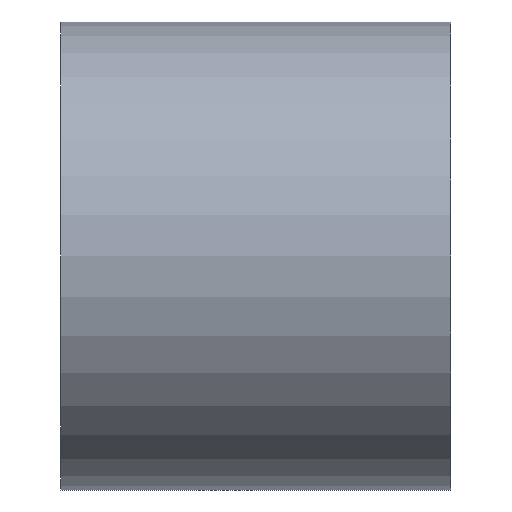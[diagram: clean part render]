
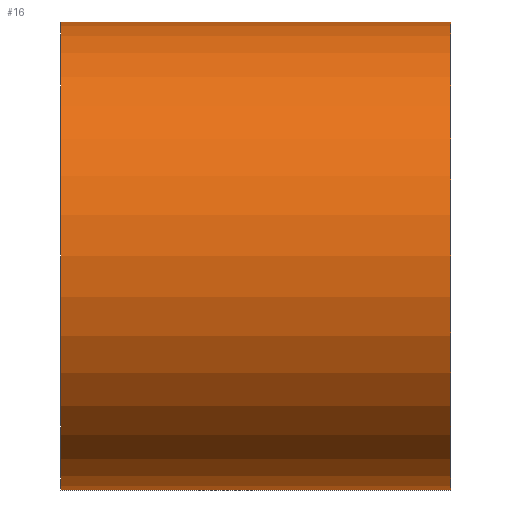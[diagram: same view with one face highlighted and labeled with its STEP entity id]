
A CAD part, left-side view. The second image highlights one B-rep face of the part: STEP entity #16.
In plain terms, the highlighted cylindrical face has radius 15 mm (diameter 30 mm), a partial arc.
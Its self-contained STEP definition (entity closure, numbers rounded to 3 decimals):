
#5 = DIRECTION ( 'NONE',  ( 0., 1., 0. ) ) ;
#7 = VERTEX_POINT ( 'NONE', #110 ) ;
#12 = DIRECTION ( 'NONE',  ( 0., 0., 1. ) ) ;
#16 = ADVANCED_FACE ( 'NONE', ( #150 ), #33, .T. ) ;
#27 = EDGE_LOOP ( 'NONE', ( #175, #92, #112, #355 ) ) ;
#33 = CYLINDRICAL_SURFACE ( 'NONE', #152, 15. ) ;
#41 = CIRCLE ( 'NONE', #258, 15. ) ;
#53 = CIRCLE ( 'NONE', #302, 15. ) ;
#57 = EDGE_CURVE ( 'NONE', #342, #227, #41, .T. ) ;
#67 = VECTOR ( 'NONE', #111, 1000. ) ;
#88 = VERTEX_POINT ( 'NONE', #327 ) ;
#92 = ORIENTED_EDGE ( 'NONE', *, *, #237, .F. ) ;
#110 = CARTESIAN_POINT ( 'NONE',  ( 0., 25., -15. ) ) ;
#111 = DIRECTION ( 'NONE',  ( 0., -1., 0. ) ) ;
#112 = ORIENTED_EDGE ( 'NONE', *, *, #312, .T. ) ;
#122 = CARTESIAN_POINT ( 'NONE',  ( 0., 0., -15. ) ) ;
#123 = DIRECTION ( 'NONE',  ( 0., -1., 0. ) ) ;
#126 = DIRECTION ( 'NONE',  ( 0., 0., -1. ) ) ;
#150 = FACE_OUTER_BOUND ( 'NONE', #27, .T. ) ;
#152 = AXIS2_PLACEMENT_3D ( 'NONE', #366, #123, #126 ) ;
#155 = VECTOR ( 'NONE', #397, 1000. ) ;
#175 = ORIENTED_EDGE ( 'NONE', *, *, #336, .F. ) ;
#188 = CARTESIAN_POINT ( 'NONE',  ( 0., 25., 0. ) ) ;
#218 = CARTESIAN_POINT ( 'NONE',  ( 0., 0., 15. ) ) ;
#227 = VERTEX_POINT ( 'NONE', #218 ) ;
#232 = CARTESIAN_POINT ( 'NONE',  ( 0., 0., 0. ) ) ;
#235 = CARTESIAN_POINT ( 'NONE',  ( 0., 25., -15. ) ) ;
#237 = EDGE_CURVE ( 'NONE', #7, #88, #53, .T. ) ;
#248 = LINE ( 'NONE', #273, #155 ) ;
#258 = AXIS2_PLACEMENT_3D ( 'NONE', #232, #269, #326 ) ;
#269 = DIRECTION ( 'NONE',  ( 0., 1., 0. ) ) ;
#273 = CARTESIAN_POINT ( 'NONE',  ( 0., 25., 15. ) ) ;
#302 = AXIS2_PLACEMENT_3D ( 'NONE', #188, #5, #12 ) ;
#312 = EDGE_CURVE ( 'NONE', #7, #342, #332, .T. ) ;
#326 = DIRECTION ( 'NONE',  ( 0., 0., 1. ) ) ;
#327 = CARTESIAN_POINT ( 'NONE',  ( 0., 25., 15. ) ) ;
#332 = LINE ( 'NONE', #235, #67 ) ;
#336 = EDGE_CURVE ( 'NONE', #88, #227, #248, .T. ) ;
#342 = VERTEX_POINT ( 'NONE', #122 ) ;
#355 = ORIENTED_EDGE ( 'NONE', *, *, #57, .T. ) ;
#366 = CARTESIAN_POINT ( 'NONE',  ( 0., 25., 0. ) ) ;
#397 = DIRECTION ( 'NONE',  ( 0., -1., 0. ) ) ;
